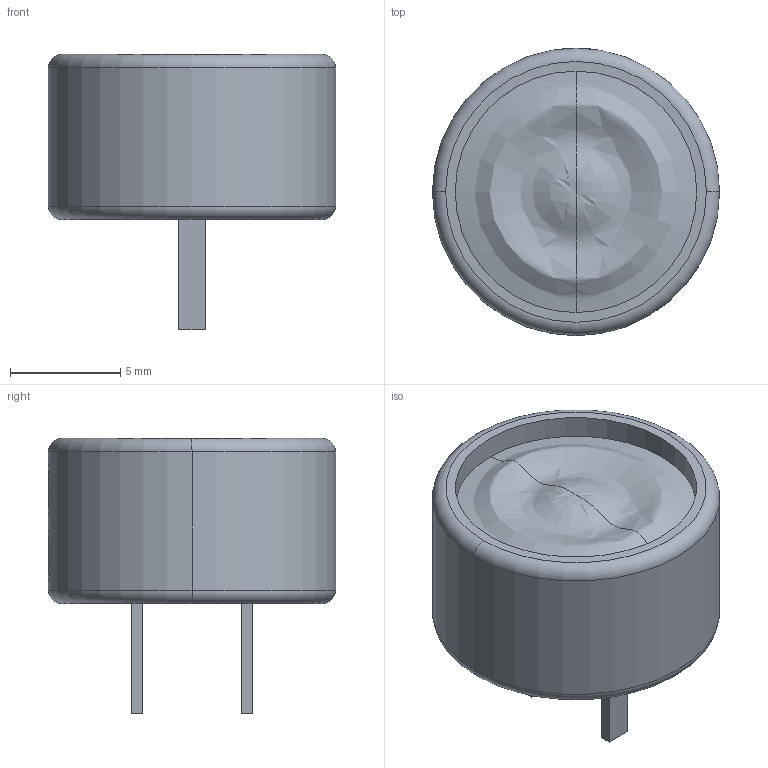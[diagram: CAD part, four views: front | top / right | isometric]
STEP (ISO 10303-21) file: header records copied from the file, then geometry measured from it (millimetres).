
FILE_DESCRIPTION (( 'STEP AP214' ), '1' );
FILE_NAME ('User Library-Cap2.STEP', '2014-01-12T20:59:21', ( 'Windows User' ), ( '' ), 'SwSTEP 2.0', 'SolidWorks 2014', '' );
FILE_SCHEMA (( 'AUTOMOTIVE_DESIGN' ));
Length unit declared in the file: millimetre
Products named in the file (1): User Library-Cap2
Bounding box: 13.05 x 13.05 x 12.5 mm (x, y, z)
Volume: 917.8 mm3; surface area: 651.4 mm2
Topology: 1 solids, 1 shells, 35 faces, 86 edges, 59 vertices
Faces by surface type: plane 17, cylinder 12, torus 4, bspline 2
Entity records: 1570 total; most frequent: CARTESIAN_POINT 343, DIRECTION 176, ORIENTED_EDGE 168, EDGE_CURVE 84, AXIS2_PLACEMENT_3D 64, VERTEX_POINT 59, VECTOR 48, LINE 48
